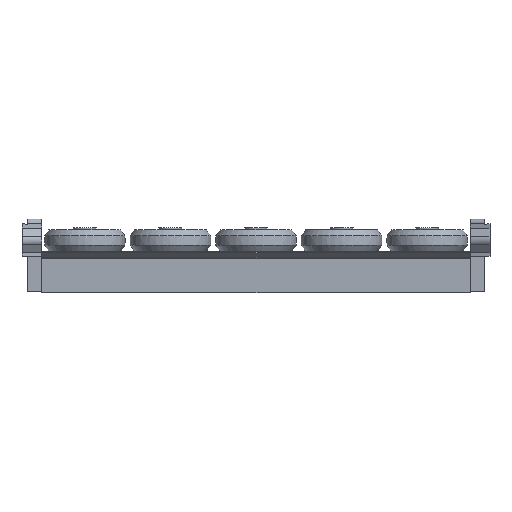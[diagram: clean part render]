
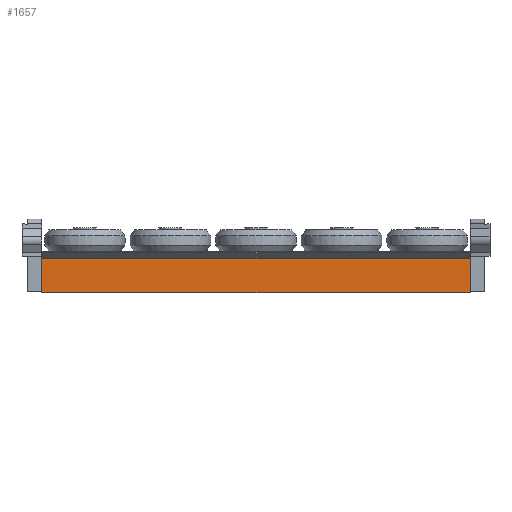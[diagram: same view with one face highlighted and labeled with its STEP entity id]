
A CAD part, front view. The second image highlights one B-rep face of the part: STEP entity #1657.
In plain terms, the highlighted planar face has unit normal (0, -1, 0).
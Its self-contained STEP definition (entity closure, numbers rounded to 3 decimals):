
#563=CARTESIAN_POINT('',(-75.,-16.,0.0));
#564=VERTEX_POINT('',#563);
#571=CARTESIAN_POINT('',(-75.,-16.,12.));
#572=VERTEX_POINT('',#571);
#573=CARTESIAN_POINT('',(-75.,-16.,0.0));
#574=DIRECTION('',(0.0,0.0,1.0));
#575=VECTOR('',#574,12.);
#576=LINE('',#573,#575);
#577=EDGE_CURVE('',#564,#572,#576,.T.);
#634=CARTESIAN_POINT('',(75.,-16.,12.));
#635=VERTEX_POINT('',#634);
#636=CARTESIAN_POINT('',(75.,-16.,12.));
#637=DIRECTION('',(-1.0,0.0,0.0));
#638=VECTOR('',#637,150.);
#639=LINE('',#636,#638);
#640=EDGE_CURVE('',#635,#572,#639,.T.);
#686=CARTESIAN_POINT('',(75.,-16.,0.0));
#687=VERTEX_POINT('',#686);
#694=CARTESIAN_POINT('',(75.,-16.,0.0));
#695=DIRECTION('',(-1.0,0.0,0.0));
#696=VECTOR('',#695,150.);
#697=LINE('',#694,#696);
#698=EDGE_CURVE('',#687,#564,#697,.T.);
#1641=CARTESIAN_POINT('',(75.,-16.,0.0));
#1642=DIRECTION('',(0.0,-1.0,0.0));
#1643=DIRECTION('',(0.0,0.0,-1.0));
#1644=AXIS2_PLACEMENT_3D('',#1641,#1642,#1643);
#1645=PLANE('',#1644);
#1646=ORIENTED_EDGE('',*,*,#640,.T.);
#1647=ORIENTED_EDGE('',*,*,#577,.F.);
#1648=ORIENTED_EDGE('',*,*,#698,.F.);
#1649=CARTESIAN_POINT('',(75.,-16.,0.0));
#1650=DIRECTION('',(0.0,0.0,1.0));
#1651=VECTOR('',#1650,12.);
#1652=LINE('',#1649,#1651);
#1653=EDGE_CURVE('',#687,#635,#1652,.T.);
#1654=ORIENTED_EDGE('',*,*,#1653,.T.);
#1655=EDGE_LOOP('',(#1646,#1647,#1648,#1654));
#1656=FACE_OUTER_BOUND('',#1655,.T.);
#1657=ADVANCED_FACE('',(#1656),#1645,.T.);
